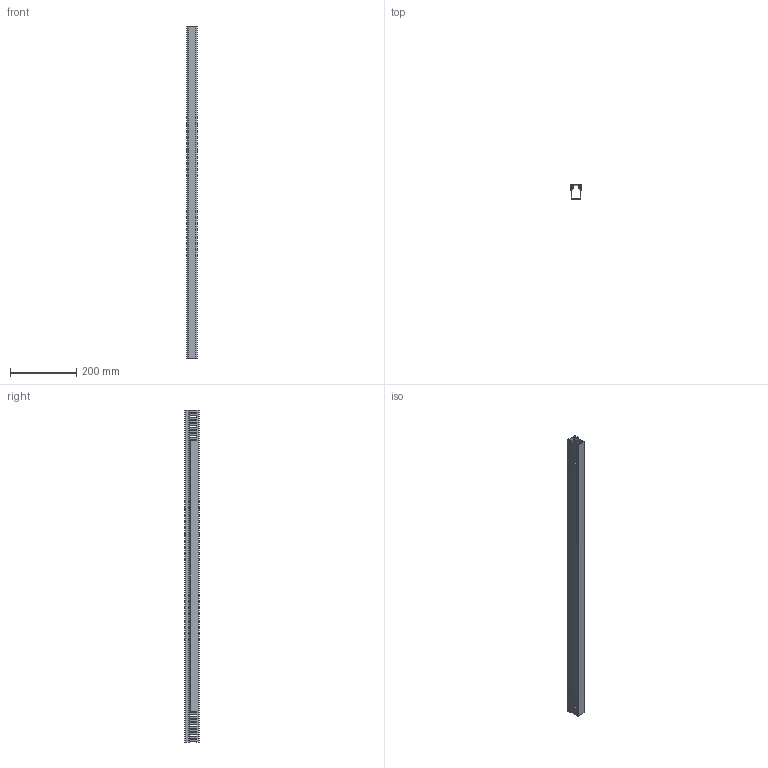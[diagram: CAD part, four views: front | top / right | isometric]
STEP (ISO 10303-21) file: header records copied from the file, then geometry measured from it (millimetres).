
FILE_DESCRIPTION (( 'STEP AP214' ), '1' );
FILE_NAME ('6178010.STEP', '2025-04-07T10:07:44', ( '' ), ( '' ), 'SwSTEP 2.0', 'SolidWorks 2024', '' );
FILE_SCHEMA (( 'AUTOMOTIVE_DESIGN' ));
Length unit declared in the file: millimetre
Products named in the file (3): BKS 05.002-016; 6178010; BKS 05.004-012
Assembly tree (2 placements, depth 2):
  6178010
    BKS 05.004-012
    BKS 05.002-016
Bounding box: 31.01 x 42.8 x 1000 mm (x, y, z)
Volume: 296881 mm3; surface area: 385267.5 mm2
Topology: 2 solids, 2 shells, 1154 faces, 3374 edges, 2224 vertices
Faces by surface type: plane 680, cylinder 474
Entity records: 38346 total; most frequent: CARTESIAN_POINT 6757, ORIENTED_EDGE 6748, DIRECTION 6640, EDGE_CURVE 3374, VECTOR 2426, LINE 2426, VERTEX_POINT 2224, AXIS2_PLACEMENT_3D 2107
